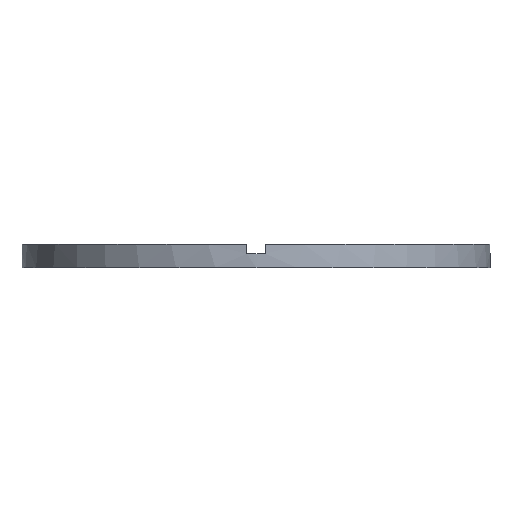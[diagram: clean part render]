
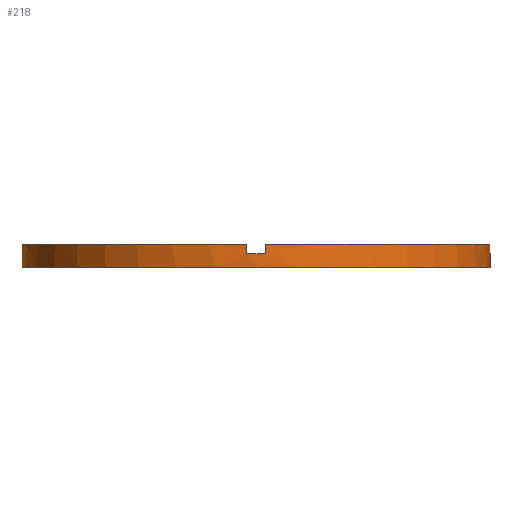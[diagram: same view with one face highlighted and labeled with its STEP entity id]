
A CAD part, front view. The second image highlights one B-rep face of the part: STEP entity #218.
In plain terms, the highlighted cylindrical face has radius 25 mm (diameter 50 mm), a partial arc.
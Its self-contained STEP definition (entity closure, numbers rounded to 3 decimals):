
#3 = DIRECTION ( 'NONE',  ( 0., 0., -1. ) ) ;
#7 = VERTEX_POINT ( 'NONE', #402 ) ;
#18 = ORIENTED_EDGE ( 'NONE', *, *, #31, .F. ) ;
#21 = CARTESIAN_POINT ( 'NONE',  ( 25., 0., 2.5 ) ) ;
#31 = EDGE_CURVE ( 'NONE', #57, #7, #452, .T. ) ;
#32 = CARTESIAN_POINT ( 'NONE',  ( 0., 0., 2.5 ) ) ;
#47 = DIRECTION ( 'NONE',  ( 0., 0., 1. ) ) ;
#48 = CARTESIAN_POINT ( 'NONE',  ( 24.98, -1., 1.5 ) ) ;
#57 = VERTEX_POINT ( 'NONE', #351 ) ;
#58 = CARTESIAN_POINT ( 'NONE',  ( 1., -24.98, 2.5 ) ) ;
#88 = CARTESIAN_POINT ( 'NONE',  ( -25., 0., 2.5 ) ) ;
#90 = AXIS2_PLACEMENT_3D ( 'NONE', #32, #679, #612 ) ;
#97 = DIRECTION ( 'NONE',  ( 1., 0., 0. ) ) ;
#107 = EDGE_LOOP ( 'NONE', ( #18, #690, #124, #213, #200, #215, #648, #164, #445, #455, #533, #271 ) ) ;
#121 = AXIS2_PLACEMENT_3D ( 'NONE', #373, #470, #147 ) ;
#124 = ORIENTED_EDGE ( 'NONE', *, *, #327, .T. ) ;
#133 = CIRCLE ( 'NONE', #769, 25. ) ;
#142 = VERTEX_POINT ( 'NONE', #48 ) ;
#147 = DIRECTION ( 'NONE',  ( -1., 0., 0. ) ) ;
#148 = VECTOR ( 'NONE', #157, 1000. ) ;
#150 = VECTOR ( 'NONE', #47, 1000. ) ;
#157 = DIRECTION ( 'NONE',  ( 0., 0., -1. ) ) ;
#163 = LINE ( 'NONE', #695, #150 ) ;
#164 = ORIENTED_EDGE ( 'NONE', *, *, #765, .F. ) ;
#168 = LINE ( 'NONE', #58, #173 ) ;
#173 = VECTOR ( 'NONE', #3, 1000. ) ;
#176 = LINE ( 'NONE', #238, #693 ) ;
#180 = VECTOR ( 'NONE', #412, 1000. ) ;
#193 = DIRECTION ( 'NONE',  ( 0., 0., 1. ) ) ;
#200 = ORIENTED_EDGE ( 'NONE', *, *, #317, .T. ) ;
#205 = CIRCLE ( 'NONE', #573, 25. ) ;
#213 = ORIENTED_EDGE ( 'NONE', *, *, #621, .F. ) ;
#215 = ORIENTED_EDGE ( 'NONE', *, *, #701, .F. ) ;
#218 = ADVANCED_FACE ( 'NONE', ( #759 ), #503, .T. ) ;
#229 = AXIS2_PLACEMENT_3D ( 'NONE', #480, #549, #590 ) ;
#238 = CARTESIAN_POINT ( 'NONE',  ( -24.98, -1., 2.5 ) ) ;
#245 = VERTEX_POINT ( 'NONE', #676 ) ;
#250 = DIRECTION ( 'NONE',  ( 1., 0., 0. ) ) ;
#254 = VERTEX_POINT ( 'NONE', #330 ) ;
#258 = DIRECTION ( 'NONE',  ( 0., 0., 1. ) ) ;
#259 = EDGE_CURVE ( 'NONE', #375, #7, #493, .T. ) ;
#271 = ORIENTED_EDGE ( 'NONE', *, *, #259, .T. ) ;
#279 = CARTESIAN_POINT ( 'NONE',  ( -1., -24.98, 2.5 ) ) ;
#287 = EDGE_CURVE ( 'NONE', #254, #375, #682, .T. ) ;
#315 = DIRECTION ( 'NONE',  ( 1., 0., 0. ) ) ;
#317 = EDGE_CURVE ( 'NONE', #763, #636, #168, .T. ) ;
#327 = EDGE_CURVE ( 'NONE', #142, #692, #163, .T. ) ;
#330 = CARTESIAN_POINT ( 'NONE',  ( -25., 0., 1.5 ) ) ;
#338 = CARTESIAN_POINT ( 'NONE',  ( -1., -24.98, 1.5 ) ) ;
#351 = CARTESIAN_POINT ( 'NONE',  ( 25., 0., 1.5 ) ) ;
#373 = CARTESIAN_POINT ( 'NONE',  ( 0., 0., 2.5 ) ) ;
#375 = VERTEX_POINT ( 'NONE', #523 ) ;
#384 = VERTEX_POINT ( 'NONE', #529 ) ;
#402 = CARTESIAN_POINT ( 'NONE',  ( 25., 0., 0. ) ) ;
#404 = EDGE_CURVE ( 'NONE', #423, #245, #176, .T. ) ;
#406 = VECTOR ( 'NONE', #768, 1000. ) ;
#411 = LINE ( 'NONE', #279, #406 ) ;
#412 = DIRECTION ( 'NONE',  ( 0., 0., -1. ) ) ;
#416 = DIRECTION ( 'NONE',  ( 1., 0., 0. ) ) ;
#423 = VERTEX_POINT ( 'NONE', #780 ) ;
#437 = DIRECTION ( 'NONE',  ( 0., 0., 1. ) ) ;
#445 = ORIENTED_EDGE ( 'NONE', *, *, #404, .T. ) ;
#447 = VERTEX_POINT ( 'NONE', #338 ) ;
#452 = LINE ( 'NONE', #21, #180 ) ;
#455 = ORIENTED_EDGE ( 'NONE', *, *, #553, .F. ) ;
#459 = EDGE_CURVE ( 'NONE', #142, #57, #666, .T. ) ;
#466 = CIRCLE ( 'NONE', #90, 25. ) ;
#470 = DIRECTION ( 'NONE',  ( 0., 0., -1. ) ) ;
#474 = AXIS2_PLACEMENT_3D ( 'NONE', #567, #193, #315 ) ;
#480 = CARTESIAN_POINT ( 'NONE',  ( 0., 0., 1.5 ) ) ;
#493 = CIRCLE ( 'NONE', #604, 25. ) ;
#503 = CYLINDRICAL_SURFACE ( 'NONE', #121, 25. ) ;
#513 = CARTESIAN_POINT ( 'NONE',  ( 1., -24.98, 2.5 ) ) ;
#523 = CARTESIAN_POINT ( 'NONE',  ( -25., 0., 0. ) ) ;
#528 = CARTESIAN_POINT ( 'NONE',  ( 1., -24.98, 1.5 ) ) ;
#529 = CARTESIAN_POINT ( 'NONE',  ( -1., -24.98, 2.5 ) ) ;
#533 = ORIENTED_EDGE ( 'NONE', *, *, #287, .T. ) ;
#545 = DIRECTION ( 'NONE',  ( 0., 0., -1. ) ) ;
#549 = DIRECTION ( 'NONE',  ( 0., 0., 1. ) ) ;
#553 = EDGE_CURVE ( 'NONE', #254, #245, #133, .T. ) ;
#567 = CARTESIAN_POINT ( 'NONE',  ( 0., 0., 2.5 ) ) ;
#573 = AXIS2_PLACEMENT_3D ( 'NONE', #607, #437, #416 ) ;
#590 = DIRECTION ( 'NONE',  ( 1., 0., 0. ) ) ;
#604 = AXIS2_PLACEMENT_3D ( 'NONE', #737, #258, #97 ) ;
#607 = CARTESIAN_POINT ( 'NONE',  ( 0., 0., 1.5 ) ) ;
#610 = EDGE_CURVE ( 'NONE', #447, #384, #411, .T. ) ;
#612 = DIRECTION ( 'NONE',  ( 1., 0., 0. ) ) ;
#621 = EDGE_CURVE ( 'NONE', #763, #692, #466, .T. ) ;
#636 = VERTEX_POINT ( 'NONE', #528 ) ;
#648 = ORIENTED_EDGE ( 'NONE', *, *, #610, .T. ) ;
#666 = CIRCLE ( 'NONE', #229, 25. ) ;
#676 = CARTESIAN_POINT ( 'NONE',  ( -24.98, -1., 1.5 ) ) ;
#679 = DIRECTION ( 'NONE',  ( 0., 0., 1. ) ) ;
#682 = LINE ( 'NONE', #88, #148 ) ;
#688 = CARTESIAN_POINT ( 'NONE',  ( 0., 0., 1.5 ) ) ;
#690 = ORIENTED_EDGE ( 'NONE', *, *, #459, .F. ) ;
#692 = VERTEX_POINT ( 'NONE', #761 ) ;
#693 = VECTOR ( 'NONE', #545, 1000. ) ;
#695 = CARTESIAN_POINT ( 'NONE',  ( 24.98, -1., 2.5 ) ) ;
#701 = EDGE_CURVE ( 'NONE', #447, #636, #205, .T. ) ;
#737 = CARTESIAN_POINT ( 'NONE',  ( 0., 0., 0. ) ) ;
#739 = CIRCLE ( 'NONE', #474, 25. ) ;
#759 = FACE_OUTER_BOUND ( 'NONE', #107, .T. ) ;
#761 = CARTESIAN_POINT ( 'NONE',  ( 24.98, -1., 2.5 ) ) ;
#763 = VERTEX_POINT ( 'NONE', #513 ) ;
#765 = EDGE_CURVE ( 'NONE', #423, #384, #739, .T. ) ;
#768 = DIRECTION ( 'NONE',  ( 0., 0., 1. ) ) ;
#769 = AXIS2_PLACEMENT_3D ( 'NONE', #688, #777, #250 ) ;
#777 = DIRECTION ( 'NONE',  ( 0., 0., 1. ) ) ;
#780 = CARTESIAN_POINT ( 'NONE',  ( -24.98, -1., 2.5 ) ) ;
